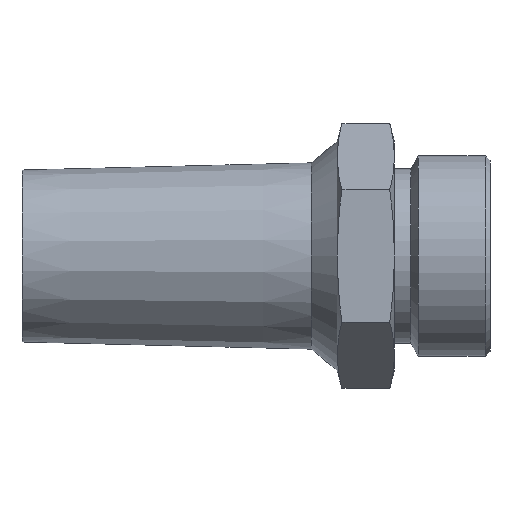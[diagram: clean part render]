
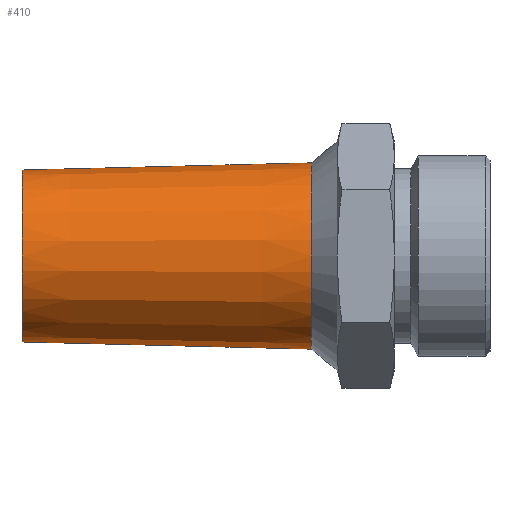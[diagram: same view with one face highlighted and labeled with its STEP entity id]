
A CAD part, left-side view. The second image highlights one B-rep face of the part: STEP entity #410.
In plain terms, the highlighted conical face has half-angle 1.418 degrees and reference radius 9.375 mm.
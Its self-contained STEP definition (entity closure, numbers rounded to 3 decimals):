
#73=FACE_BOUND('',#143,.T.);
#102=FACE_OUTER_BOUND('',#142,.T.);
#142=EDGE_LOOP('',(#359));
#143=EDGE_LOOP('',(#360));
#168=CIRCLE('',#463,9.75);
#169=CIRCLE('',#465,9.);
#203=VERTEX_POINT('',#744);
#204=VERTEX_POINT('',#747);
#256=EDGE_CURVE('',#203,#203,#168,.T.);
#257=EDGE_CURVE('',#204,#204,#169,.T.);
#359=ORIENTED_EDGE('',*,*,#256,.T.);
#360=ORIENTED_EDGE('',*,*,#257,.F.);
#381=CONICAL_SURFACE('',#464,9.375,1.418);
#410=ADVANCED_FACE('',(#102,#73),#381,.T.);
#463=AXIS2_PLACEMENT_3D('',#745,#572,#573);
#464=AXIS2_PLACEMENT_3D('',#746,#574,#575);
#465=AXIS2_PLACEMENT_3D('',#748,#576,#577);
#572=DIRECTION('center_axis',(0.,1.,0.));
#573=DIRECTION('ref_axis',(1.,0.,0.));
#574=DIRECTION('center_axis',(0.,-1.,0.));
#575=DIRECTION('ref_axis',(0.,0.,1.));
#576=DIRECTION('center_axis',(0.,1.,0.));
#577=DIRECTION('ref_axis',(1.,0.,0.));
#744=CARTESIAN_POINT('',(0.,18.7,9.75));
#745=CARTESIAN_POINT('Origin',(0.,18.7,0.));
#746=CARTESIAN_POINT('Origin',(0.,33.85,0.));
#747=CARTESIAN_POINT('',(0.,49.,9.));
#748=CARTESIAN_POINT('Origin',(0.,49.,0.));
